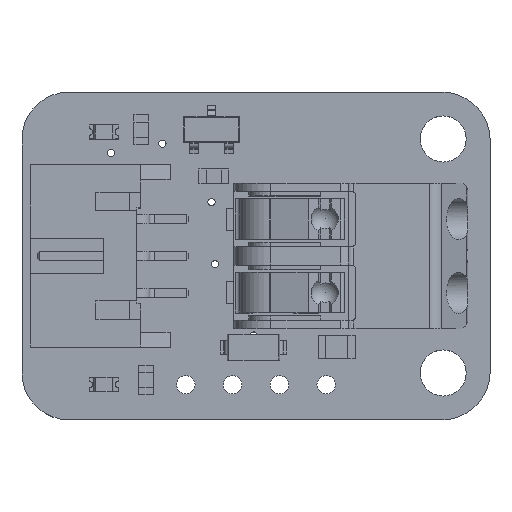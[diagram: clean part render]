
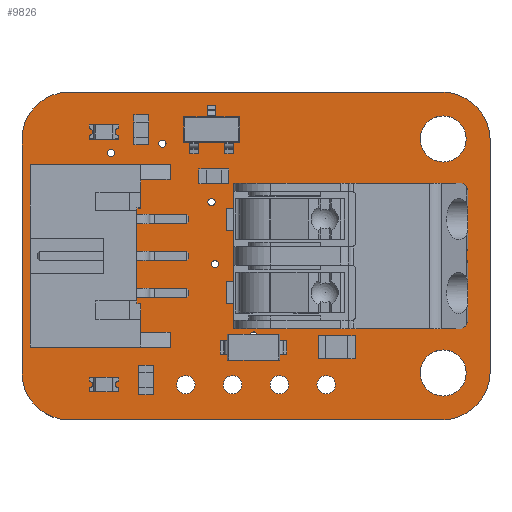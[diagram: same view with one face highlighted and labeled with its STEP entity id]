
A CAD part, top view. The second image highlights one B-rep face of the part: STEP entity #9826.
In plain terms, the highlighted planar face has unit normal (0, 0, 1).
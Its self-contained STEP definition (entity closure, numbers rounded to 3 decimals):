
#120=FACE_BOUND('',#1135,.T.);
#121=FACE_BOUND('',#1136,.T.);
#122=FACE_BOUND('',#1137,.T.);
#123=FACE_BOUND('',#1138,.T.);
#124=FACE_BOUND('',#1139,.T.);
#125=FACE_BOUND('',#1140,.T.);
#126=FACE_BOUND('',#1141,.T.);
#127=FACE_BOUND('',#1142,.T.);
#128=FACE_BOUND('',#1143,.T.);
#129=FACE_BOUND('',#1144,.T.);
#130=FACE_BOUND('',#1145,.T.);
#131=FACE_BOUND('',#1146,.T.);
#132=FACE_BOUND('',#1147,.T.);
#133=FACE_BOUND('',#1148,.T.);
#134=FACE_BOUND('',#1149,.T.);
#135=FACE_BOUND('',#1150,.T.);
#168=PLANE('',#10504);
#603=FACE_OUTER_BOUND('',#1134,.T.);
#1134=EDGE_LOOP('',(#6785,#6786,#6787,#6788,#6789,#6790,#6791,#6792));
#1135=EDGE_LOOP('',(#6793));
#1136=EDGE_LOOP('',(#6794));
#1137=EDGE_LOOP('',(#6795));
#1138=EDGE_LOOP('',(#6796));
#1139=EDGE_LOOP('',(#6797));
#1140=EDGE_LOOP('',(#6798));
#1141=EDGE_LOOP('',(#6799));
#1142=EDGE_LOOP('',(#6800));
#1143=EDGE_LOOP('',(#6801));
#1144=EDGE_LOOP('',(#6802));
#1145=EDGE_LOOP('',(#6803));
#1146=EDGE_LOOP('',(#6804));
#1147=EDGE_LOOP('',(#6805));
#1148=EDGE_LOOP('',(#6806));
#1149=EDGE_LOOP('',(#6807));
#1150=EDGE_LOOP('',(#6808));
#1703=LINE('',#14112,#2890);
#1707=LINE('',#14124,#2894);
#1711=LINE('',#14136,#2898);
#1715=LINE('',#14148,#2902);
#2890=VECTOR('',#11352,10.);
#2894=VECTOR('',#11364,10.);
#2898=VECTOR('',#11376,10.);
#2902=VECTOR('',#11388,10.);
#4060=CIRCLE('',#10442,0.5);
#4062=CIRCLE('',#10445,0.5);
#4064=CIRCLE('',#10448,0.5);
#4066=CIRCLE('',#10451,1.25);
#4068=CIRCLE('',#10454,1.25);
#4070=CIRCLE('',#10457,0.197);
#4072=CIRCLE('',#10460,0.197);
#4074=CIRCLE('',#10463,0.197);
#4076=CIRCLE('',#10466,0.197);
#4078=CIRCLE('',#10469,0.197);
#4080=CIRCLE('',#10472,0.197);
#4082=CIRCLE('',#10475,0.197);
#4084=CIRCLE('',#10478,0.5);
#4086=CIRCLE('',#10481,0.5);
#4088=CIRCLE('',#10484,0.5);
#4090=CIRCLE('',#10487,0.5);
#4092=CIRCLE('',#10491,2.604);
#4094=CIRCLE('',#10495,2.604);
#4096=CIRCLE('',#10499,2.54);
#4098=CIRCLE('',#10503,2.54);
#4293=VERTEX_POINT('',#14012);
#4295=VERTEX_POINT('',#14018);
#4297=VERTEX_POINT('',#14024);
#4299=VERTEX_POINT('',#14030);
#4301=VERTEX_POINT('',#14036);
#4303=VERTEX_POINT('',#14042);
#4305=VERTEX_POINT('',#14048);
#4307=VERTEX_POINT('',#14054);
#4309=VERTEX_POINT('',#14060);
#4311=VERTEX_POINT('',#14066);
#4313=VERTEX_POINT('',#14072);
#4315=VERTEX_POINT('',#14078);
#4317=VERTEX_POINT('',#14084);
#4319=VERTEX_POINT('',#14090);
#4321=VERTEX_POINT('',#14096);
#4323=VERTEX_POINT('',#14102);
#4326=VERTEX_POINT('',#14109);
#4327=VERTEX_POINT('',#14111);
#4329=VERTEX_POINT('',#14117);
#4331=VERTEX_POINT('',#14123);
#4333=VERTEX_POINT('',#14129);
#4335=VERTEX_POINT('',#14135);
#4337=VERTEX_POINT('',#14141);
#4339=VERTEX_POINT('',#14147);
#5244=EDGE_CURVE('',#4293,#4293,#4060,.T.);
#5247=EDGE_CURVE('',#4295,#4295,#4062,.T.);
#5250=EDGE_CURVE('',#4297,#4297,#4064,.T.);
#5253=EDGE_CURVE('',#4299,#4299,#4066,.T.);
#5256=EDGE_CURVE('',#4301,#4301,#4068,.T.);
#5259=EDGE_CURVE('',#4303,#4303,#4070,.T.);
#5262=EDGE_CURVE('',#4305,#4305,#4072,.T.);
#5265=EDGE_CURVE('',#4307,#4307,#4074,.T.);
#5268=EDGE_CURVE('',#4309,#4309,#4076,.T.);
#5271=EDGE_CURVE('',#4311,#4311,#4078,.T.);
#5274=EDGE_CURVE('',#4313,#4313,#4080,.T.);
#5277=EDGE_CURVE('',#4315,#4315,#4082,.T.);
#5280=EDGE_CURVE('',#4317,#4317,#4084,.T.);
#5283=EDGE_CURVE('',#4319,#4319,#4086,.T.);
#5286=EDGE_CURVE('',#4321,#4321,#4088,.T.);
#5289=EDGE_CURVE('',#4323,#4323,#4090,.T.);
#5292=EDGE_CURVE('',#4327,#4326,#1703,.T.);
#5295=EDGE_CURVE('',#4329,#4327,#4092,.T.);
#5298=EDGE_CURVE('',#4331,#4329,#1707,.T.);
#5301=EDGE_CURVE('',#4333,#4331,#4094,.T.);
#5304=EDGE_CURVE('',#4335,#4333,#1711,.T.);
#5307=EDGE_CURVE('',#4337,#4335,#4096,.T.);
#5310=EDGE_CURVE('',#4339,#4337,#1715,.T.);
#5313=EDGE_CURVE('',#4326,#4339,#4098,.T.);
#6785=ORIENTED_EDGE('',*,*,#5313,.T.);
#6786=ORIENTED_EDGE('',*,*,#5310,.T.);
#6787=ORIENTED_EDGE('',*,*,#5307,.T.);
#6788=ORIENTED_EDGE('',*,*,#5304,.T.);
#6789=ORIENTED_EDGE('',*,*,#5301,.T.);
#6790=ORIENTED_EDGE('',*,*,#5298,.T.);
#6791=ORIENTED_EDGE('',*,*,#5295,.T.);
#6792=ORIENTED_EDGE('',*,*,#5292,.T.);
#6793=ORIENTED_EDGE('',*,*,#5244,.T.);
#6794=ORIENTED_EDGE('',*,*,#5247,.T.);
#6795=ORIENTED_EDGE('',*,*,#5250,.T.);
#6796=ORIENTED_EDGE('',*,*,#5253,.T.);
#6797=ORIENTED_EDGE('',*,*,#5256,.T.);
#6798=ORIENTED_EDGE('',*,*,#5259,.T.);
#6799=ORIENTED_EDGE('',*,*,#5262,.T.);
#6800=ORIENTED_EDGE('',*,*,#5265,.T.);
#6801=ORIENTED_EDGE('',*,*,#5268,.T.);
#6802=ORIENTED_EDGE('',*,*,#5271,.T.);
#6803=ORIENTED_EDGE('',*,*,#5274,.T.);
#6804=ORIENTED_EDGE('',*,*,#5277,.T.);
#6805=ORIENTED_EDGE('',*,*,#5280,.T.);
#6806=ORIENTED_EDGE('',*,*,#5283,.T.);
#6807=ORIENTED_EDGE('',*,*,#5286,.T.);
#6808=ORIENTED_EDGE('',*,*,#5289,.T.);
#9826=ADVANCED_FACE('',(#603,#120,#121,#122,#123,#124,#125,#126,#127,#128,
#129,#130,#131,#132,#133,#134,#135),#168,.T.);
#10442=AXIS2_PLACEMENT_3D('',#14014,#11241,#11242);
#10445=AXIS2_PLACEMENT_3D('',#14020,#11248,#11249);
#10448=AXIS2_PLACEMENT_3D('',#14026,#11255,#11256);
#10451=AXIS2_PLACEMENT_3D('',#14032,#11262,#11263);
#10454=AXIS2_PLACEMENT_3D('',#14038,#11269,#11270);
#10457=AXIS2_PLACEMENT_3D('',#14044,#11276,#11277);
#10460=AXIS2_PLACEMENT_3D('',#14050,#11283,#11284);
#10463=AXIS2_PLACEMENT_3D('',#14056,#11290,#11291);
#10466=AXIS2_PLACEMENT_3D('',#14062,#11297,#11298);
#10469=AXIS2_PLACEMENT_3D('',#14068,#11304,#11305);
#10472=AXIS2_PLACEMENT_3D('',#14074,#11311,#11312);
#10475=AXIS2_PLACEMENT_3D('',#14080,#11318,#11319);
#10478=AXIS2_PLACEMENT_3D('',#14086,#11325,#11326);
#10481=AXIS2_PLACEMENT_3D('',#14092,#11332,#11333);
#10484=AXIS2_PLACEMENT_3D('',#14098,#11339,#11340);
#10487=AXIS2_PLACEMENT_3D('',#14104,#11346,#11347);
#10491=AXIS2_PLACEMENT_3D('',#14118,#11358,#11359);
#10495=AXIS2_PLACEMENT_3D('',#14130,#11370,#11371);
#10499=AXIS2_PLACEMENT_3D('',#14142,#11382,#11383);
#10503=AXIS2_PLACEMENT_3D('',#14152,#11394,#11395);
#10504=AXIS2_PLACEMENT_3D('',#14153,#11396,#11397);
#11241=DIRECTION('center_axis',(0.,0.,-1.));
#11242=DIRECTION('ref_axis',(1.,0.,0.));
#11248=DIRECTION('center_axis',(0.,0.,-1.));
#11249=DIRECTION('ref_axis',(1.,0.,0.));
#11255=DIRECTION('center_axis',(0.,0.,-1.));
#11256=DIRECTION('ref_axis',(1.,0.,0.));
#11262=DIRECTION('center_axis',(0.,0.,-1.));
#11263=DIRECTION('ref_axis',(1.,0.,0.));
#11269=DIRECTION('center_axis',(0.,0.,-1.));
#11270=DIRECTION('ref_axis',(1.,0.,0.));
#11276=DIRECTION('center_axis',(0.,0.,-1.));
#11277=DIRECTION('ref_axis',(1.,0.,0.));
#11283=DIRECTION('center_axis',(0.,0.,-1.));
#11284=DIRECTION('ref_axis',(1.,0.,0.));
#11290=DIRECTION('center_axis',(0.,0.,-1.));
#11291=DIRECTION('ref_axis',(1.,0.,0.));
#11297=DIRECTION('center_axis',(0.,0.,-1.));
#11298=DIRECTION('ref_axis',(1.,0.,0.));
#11304=DIRECTION('center_axis',(0.,0.,-1.));
#11305=DIRECTION('ref_axis',(1.,0.,0.));
#11311=DIRECTION('center_axis',(0.,0.,-1.));
#11312=DIRECTION('ref_axis',(1.,0.,0.));
#11318=DIRECTION('center_axis',(0.,0.,-1.));
#11319=DIRECTION('ref_axis',(1.,0.,0.));
#11325=DIRECTION('center_axis',(0.,0.,-1.));
#11326=DIRECTION('ref_axis',(1.,0.,0.));
#11332=DIRECTION('center_axis',(0.,0.,-1.));
#11333=DIRECTION('ref_axis',(1.,0.,0.));
#11339=DIRECTION('center_axis',(0.,0.,-1.));
#11340=DIRECTION('ref_axis',(1.,0.,0.));
#11346=DIRECTION('center_axis',(0.,0.,-1.));
#11347=DIRECTION('ref_axis',(1.,0.,0.));
#11352=DIRECTION('',(-1.,0.,0.));
#11358=DIRECTION('center_axis',(0.,0.,1.));
#11359=DIRECTION('ref_axis',(1.,0.024,0.));
#11364=DIRECTION('',(0.,1.,0.));
#11370=DIRECTION('center_axis',(0.,0.,1.));
#11371=DIRECTION('ref_axis',(-0.024,-1.,0.));
#11376=DIRECTION('',(1.,0.,0.));
#11382=DIRECTION('center_axis',(0.,0.,1.));
#11383=DIRECTION('ref_axis',(-1.,0.,0.));
#11388=DIRECTION('',(0.,-1.,0.));
#11394=DIRECTION('center_axis',(0.,0.,1.));
#11395=DIRECTION('ref_axis',(0.,1.,0.));
#11396=DIRECTION('center_axis',(0.,0.,1.));
#11397=DIRECTION('ref_axis',(1.,0.,0.));
#14012=CARTESIAN_POINT('',(13.47,1.905,1.57));
#14014=CARTESIAN_POINT('Origin',(13.97,1.905,1.57));
#14018=CARTESIAN_POINT('',(8.39,1.905,1.57));
#14020=CARTESIAN_POINT('Origin',(8.89,1.905,1.57));
#14024=CARTESIAN_POINT('',(2.167,8.89,1.57));
#14026=CARTESIAN_POINT('Origin',(2.667,8.89,1.57));
#14030=CARTESIAN_POINT('',(21.61,15.24,1.57));
#14032=CARTESIAN_POINT('Origin',(22.86,15.24,1.57));
#14036=CARTESIAN_POINT('',(21.61,2.54,1.57));
#14038=CARTESIAN_POINT('Origin',(22.86,2.54,1.57));
#14042=CARTESIAN_POINT('',(12.376,4.572,1.57));
#14044=CARTESIAN_POINT('Origin',(12.573,4.572,1.57));
#14048=CARTESIAN_POINT('',(7.423,14.986,1.57));
#14050=CARTESIAN_POINT('Origin',(7.62,14.986,1.57));
#14054=CARTESIAN_POINT('',(10.09,11.811,1.57));
#14056=CARTESIAN_POINT('Origin',(10.287,11.811,1.57));
#14060=CARTESIAN_POINT('',(10.281,8.446,1.57));
#14062=CARTESIAN_POINT('Origin',(10.478,8.446,1.57));
#14066=CARTESIAN_POINT('',(6.534,4.445,1.57));
#14068=CARTESIAN_POINT('Origin',(6.731,4.445,1.57));
#14072=CARTESIAN_POINT('',(17.456,10.763,1.57));
#14074=CARTESIAN_POINT('Origin',(17.653,10.763,1.57));
#14078=CARTESIAN_POINT('',(4.629,14.478,1.57));
#14080=CARTESIAN_POINT('Origin',(4.826,14.478,1.57));
#14084=CARTESIAN_POINT('',(2.167,11.43,1.57));
#14086=CARTESIAN_POINT('Origin',(2.667,11.43,1.57));
#14090=CARTESIAN_POINT('',(2.167,6.35,1.57));
#14092=CARTESIAN_POINT('Origin',(2.667,6.35,1.57));
#14096=CARTESIAN_POINT('',(10.93,1.905,1.57));
#14098=CARTESIAN_POINT('Origin',(11.43,1.905,1.57));
#14102=CARTESIAN_POINT('',(16.01,1.905,1.57));
#14104=CARTESIAN_POINT('Origin',(16.51,1.905,1.57));
#14109=CARTESIAN_POINT('',(2.54,17.78,1.57));
#14111=CARTESIAN_POINT('',(22.733,17.78,1.57));
#14112=CARTESIAN_POINT('',(22.733,17.78,1.57));
#14117=CARTESIAN_POINT('',(25.4,15.24,1.57));
#14118=CARTESIAN_POINT('Origin',(22.797,15.177,1.57));
#14123=CARTESIAN_POINT('',(25.4,2.54,1.57));
#14124=CARTESIAN_POINT('',(25.4,2.54,1.57));
#14129=CARTESIAN_POINT('',(22.733,0.,1.57));
#14130=CARTESIAN_POINT('Origin',(22.797,2.604,1.57));
#14135=CARTESIAN_POINT('',(2.54,0.,1.57));
#14136=CARTESIAN_POINT('',(2.54,0.,1.57));
#14141=CARTESIAN_POINT('',(0.,2.54,1.57));
#14142=CARTESIAN_POINT('Origin',(2.54,2.54,1.57));
#14147=CARTESIAN_POINT('',(0.,15.24,1.57));
#14148=CARTESIAN_POINT('',(0.,15.24,1.57));
#14152=CARTESIAN_POINT('Origin',(2.54,15.24,1.57));
#14153=CARTESIAN_POINT('Origin',(12.7,8.89,1.57));
